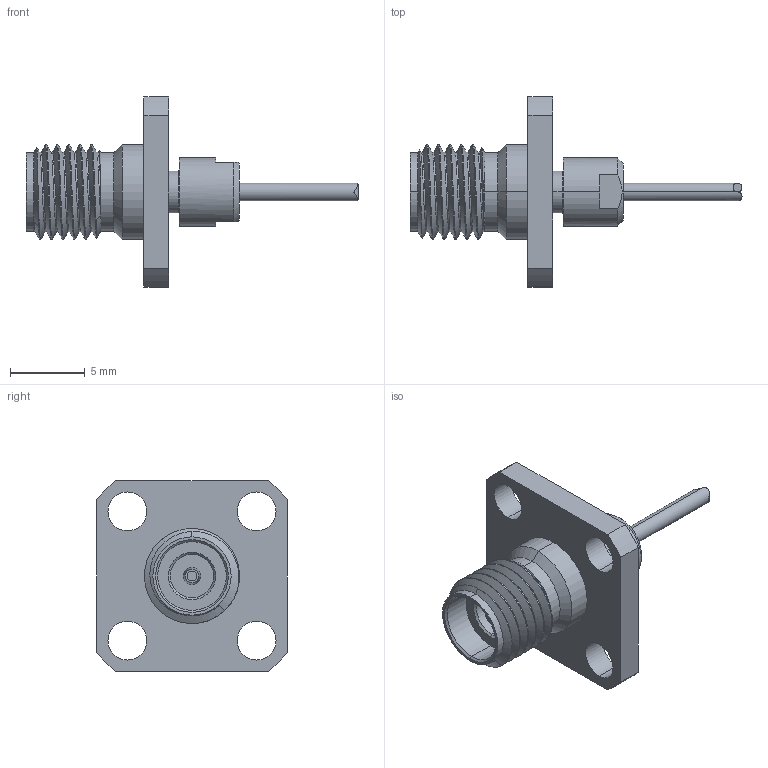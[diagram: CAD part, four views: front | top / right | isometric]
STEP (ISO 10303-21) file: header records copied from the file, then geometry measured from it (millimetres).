
FILE_DESCRIPTION (( 'STEP AP214' ), '1' );
FILE_NAME ('FMCN49838_3D.step', '2024-04-02T17:35:51', ( '' ), ( '' ), 'SwSTEP 2.0', 'SolidWorks 2022', '' );
FILE_SCHEMA (( 'AUTOMOTIVE_DESIGN' ));
Length unit declared in the file: inch
Products named in the file (5): Copy of FMCN49838_CONN CLAMP NUT^FMCN49838; Copy of FMCN49838_CABLE STRIPPING^FMCN49838_DIELECTRIC SHOWN; Copy of FMCN49838_CONN BODY^FMCN49838; Copy of FMCN49838_CONN FERRULE^FMCN49838; FMCN49838_3D
Assembly tree (4 placements, depth 2):
  FMCN49838_3D
    Copy of FMCN49838_CONN BODY^FMCN49838
    Copy of FMCN49838_CONN FERRULE^FMCN49838
    Copy of FMCN49838_CONN CLAMP NUT^FMCN49838
    Copy of FMCN49838_CABLE STRIPPING^FMCN49838_DIELECTRIC SHOWN
Bounding box: 22.18 x 12.7 x 12.7 mm (x, y, z)
Volume: 439.7 mm3; surface area: 1046 mm2
Topology: 4 solids, 4 shells, 142 faces, 335 edges, 212 vertices
Faces by surface type: cylinder 81, cone 28, plane 27, bspline 6
Entity records: 6160 total; most frequent: CARTESIAN_POINT 2749, DIRECTION 679, ORIENTED_EDGE 670, EDGE_CURVE 335, AXIS2_PLACEMENT_3D 277, VERTEX_POINT 212, EDGE_LOOP 167, FACE_OUTER_BOUND 142
